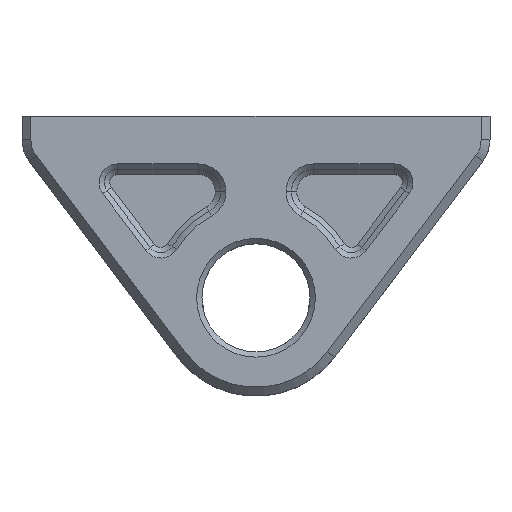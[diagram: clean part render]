
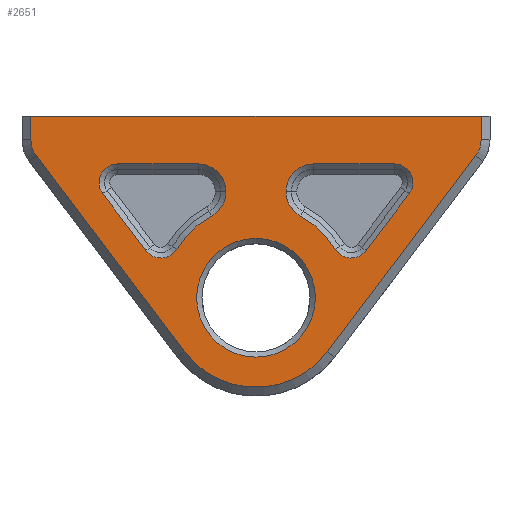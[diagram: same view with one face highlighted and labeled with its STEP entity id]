
A CAD part, top view. The second image highlights one B-rep face of the part: STEP entity #2651.
In plain terms, the highlighted planar face has unit normal (0, 0, 1).
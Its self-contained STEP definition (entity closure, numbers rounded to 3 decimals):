
#38=FACE_BOUND('',#426,.T.);
#39=FACE_BOUND('',#427,.T.);
#40=FACE_BOUND('',#428,.T.);
#170=PLANE('',#2878);
#249=FACE_OUTER_BOUND('',#425,.T.);
#425=EDGE_LOOP('',(#1971,#1972,#1973,#1974,#1975,#1976,#1977,#1978));
#426=EDGE_LOOP('',(#1979,#1980,#1981,#1982,#1983,#1984,#1985,#1986));
#427=EDGE_LOOP('',(#1987,#1988,#1989,#1990,#1991,#1992,#1993,#1994));
#428=EDGE_LOOP('',(#1995));
#613=LINE('',#4059,#847);
#665=LINE('',#4402,#899);
#666=LINE('',#4404,#900);
#667=LINE('',#4408,#901);
#668=LINE('',#4411,#902);
#669=LINE('',#4420,#903);
#670=LINE('',#4424,#904);
#671=LINE('',#4427,#905);
#672=LINE('',#4436,#906);
#673=LINE('',#4440,#907);
#674=LINE('',#4443,#908);
#847=VECTOR('',#3229,1000.);
#899=VECTOR('',#3345,1000.);
#900=VECTOR('',#3346,1000.);
#901=VECTOR('',#3349,1000.);
#902=VECTOR('',#3352,1000.);
#903=VECTOR('',#3359,1000.);
#904=VECTOR('',#3362,1000.);
#905=VECTOR('',#3365,1000.);
#906=VECTOR('',#3372,1000.);
#907=VECTOR('',#3375,1000.);
#908=VECTOR('',#3378,1000.);
#1057=CIRCLE('',#2879,3.);
#1058=CIRCLE('',#2880,3.);
#1059=CIRCLE('',#2881,10.1);
#1060=CIRCLE('',#2882,2.1);
#1061=CIRCLE('',#2883,10.5);
#1062=CIRCLE('',#2884,3.1);
#1063=CIRCLE('',#2885,3.1);
#1064=CIRCLE('',#2886,2.1);
#1065=CIRCLE('',#2887,3.1);
#1066=CIRCLE('',#2888,10.5);
#1067=CIRCLE('',#2889,2.1);
#1068=CIRCLE('',#2890,2.1);
#1069=CIRCLE('',#2891,3.1);
#1070=CIRCLE('',#2892,6.7);
#1196=VERTEX_POINT('',#4056);
#1197=VERTEX_POINT('',#4058);
#1259=VERTEX_POINT('',#4399);
#1260=VERTEX_POINT('',#4400);
#1261=VERTEX_POINT('',#4403);
#1262=VERTEX_POINT('',#4405);
#1263=VERTEX_POINT('',#4407);
#1264=VERTEX_POINT('',#4409);
#1265=VERTEX_POINT('',#4412);
#1266=VERTEX_POINT('',#4413);
#1267=VERTEX_POINT('',#4415);
#1268=VERTEX_POINT('',#4417);
#1269=VERTEX_POINT('',#4419);
#1270=VERTEX_POINT('',#4421);
#1271=VERTEX_POINT('',#4423);
#1272=VERTEX_POINT('',#4425);
#1273=VERTEX_POINT('',#4428);
#1274=VERTEX_POINT('',#4429);
#1275=VERTEX_POINT('',#4431);
#1276=VERTEX_POINT('',#4433);
#1277=VERTEX_POINT('',#4435);
#1278=VERTEX_POINT('',#4437);
#1279=VERTEX_POINT('',#4439);
#1280=VERTEX_POINT('',#4441);
#1281=VERTEX_POINT('',#4444);
#1450=EDGE_CURVE('',#1196,#1197,#613,.T.);
#1519=EDGE_CURVE('',#1259,#1260,#1057,.T.);
#1520=EDGE_CURVE('',#1260,#1197,#665,.T.);
#1521=EDGE_CURVE('',#1196,#1261,#666,.T.);
#1522=EDGE_CURVE('',#1261,#1262,#1058,.T.);
#1523=EDGE_CURVE('',#1262,#1263,#667,.T.);
#1524=EDGE_CURVE('',#1263,#1264,#1059,.T.);
#1525=EDGE_CURVE('',#1264,#1259,#668,.T.);
#1526=EDGE_CURVE('',#1265,#1266,#1060,.F.);
#1527=EDGE_CURVE('',#1266,#1267,#1061,.T.);
#1528=EDGE_CURVE('',#1267,#1268,#1062,.F.);
#1529=EDGE_CURVE('',#1268,#1269,#669,.T.);
#1530=EDGE_CURVE('',#1269,#1270,#1063,.F.);
#1531=EDGE_CURVE('',#1270,#1271,#670,.T.);
#1532=EDGE_CURVE('',#1271,#1272,#1064,.F.);
#1533=EDGE_CURVE('',#1272,#1265,#671,.T.);
#1534=EDGE_CURVE('',#1273,#1274,#1065,.F.);
#1535=EDGE_CURVE('',#1274,#1275,#1066,.T.);
#1536=EDGE_CURVE('',#1275,#1276,#1067,.F.);
#1537=EDGE_CURVE('',#1276,#1277,#672,.T.);
#1538=EDGE_CURVE('',#1277,#1278,#1068,.F.);
#1539=EDGE_CURVE('',#1278,#1279,#673,.T.);
#1540=EDGE_CURVE('',#1279,#1280,#1069,.F.);
#1541=EDGE_CURVE('',#1280,#1273,#674,.T.);
#1542=EDGE_CURVE('',#1281,#1281,#1070,.F.);
#1971=ORIENTED_EDGE('',*,*,#1519,.T.);
#1972=ORIENTED_EDGE('',*,*,#1520,.T.);
#1973=ORIENTED_EDGE('',*,*,#1450,.F.);
#1974=ORIENTED_EDGE('',*,*,#1521,.T.);
#1975=ORIENTED_EDGE('',*,*,#1522,.T.);
#1976=ORIENTED_EDGE('',*,*,#1523,.T.);
#1977=ORIENTED_EDGE('',*,*,#1524,.T.);
#1978=ORIENTED_EDGE('',*,*,#1525,.T.);
#1979=ORIENTED_EDGE('',*,*,#1526,.T.);
#1980=ORIENTED_EDGE('',*,*,#1527,.T.);
#1981=ORIENTED_EDGE('',*,*,#1528,.T.);
#1982=ORIENTED_EDGE('',*,*,#1529,.T.);
#1983=ORIENTED_EDGE('',*,*,#1530,.T.);
#1984=ORIENTED_EDGE('',*,*,#1531,.T.);
#1985=ORIENTED_EDGE('',*,*,#1532,.T.);
#1986=ORIENTED_EDGE('',*,*,#1533,.T.);
#1987=ORIENTED_EDGE('',*,*,#1534,.T.);
#1988=ORIENTED_EDGE('',*,*,#1535,.T.);
#1989=ORIENTED_EDGE('',*,*,#1536,.T.);
#1990=ORIENTED_EDGE('',*,*,#1537,.T.);
#1991=ORIENTED_EDGE('',*,*,#1538,.T.);
#1992=ORIENTED_EDGE('',*,*,#1539,.T.);
#1993=ORIENTED_EDGE('',*,*,#1540,.T.);
#1994=ORIENTED_EDGE('',*,*,#1541,.T.);
#1995=ORIENTED_EDGE('',*,*,#1542,.T.);
#2651=ADVANCED_FACE('',(#249,#38,#39,#40),#170,.T.);
#2878=AXIS2_PLACEMENT_3D('',#4398,#3341,#3342);
#2879=AXIS2_PLACEMENT_3D('',#4401,#3343,#3344);
#2880=AXIS2_PLACEMENT_3D('',#4406,#3347,#3348);
#2881=AXIS2_PLACEMENT_3D('',#4410,#3350,#3351);
#2882=AXIS2_PLACEMENT_3D('',#4414,#3353,#3354);
#2883=AXIS2_PLACEMENT_3D('',#4416,#3355,#3356);
#2884=AXIS2_PLACEMENT_3D('',#4418,#3357,#3358);
#2885=AXIS2_PLACEMENT_3D('',#4422,#3360,#3361);
#2886=AXIS2_PLACEMENT_3D('',#4426,#3363,#3364);
#2887=AXIS2_PLACEMENT_3D('',#4430,#3366,#3367);
#2888=AXIS2_PLACEMENT_3D('',#4432,#3368,#3369);
#2889=AXIS2_PLACEMENT_3D('',#4434,#3370,#3371);
#2890=AXIS2_PLACEMENT_3D('',#4438,#3373,#3374);
#2891=AXIS2_PLACEMENT_3D('',#4442,#3376,#3377);
#2892=AXIS2_PLACEMENT_3D('',#4445,#3379,#3380);
#3229=DIRECTION('',(1.,0.,0.));
#3341=DIRECTION('center_axis',(0.,0.,1.));
#3342=DIRECTION('ref_axis',(1.,0.,0.));
#3343=DIRECTION('center_axis',(0.,0.,1.));
#3344=DIRECTION('ref_axis',(1.,0.,0.));
#3345=DIRECTION('',(0.,1.,0.));
#3346=DIRECTION('',(0.,-1.,0.));
#3347=DIRECTION('center_axis',(0.,0.,1.));
#3348=DIRECTION('ref_axis',(1.,0.,0.));
#3349=DIRECTION('',(0.603,-0.798,0.));
#3350=DIRECTION('center_axis',(0.,0.,1.));
#3351=DIRECTION('ref_axis',(1.,0.,0.));
#3352=DIRECTION('',(0.603,0.798,0.));
#3353=DIRECTION('center_axis',(0.,0.,1.));
#3354=DIRECTION('ref_axis',(1.,0.,0.));
#3355=DIRECTION('center_axis',(0.,0.,1.));
#3356=DIRECTION('ref_axis',(1.,0.,0.));
#3357=DIRECTION('center_axis',(0.,0.,1.));
#3358=DIRECTION('ref_axis',(1.,0.,0.));
#3359=DIRECTION('',(0.,1.,0.));
#3360=DIRECTION('center_axis',(0.,0.,1.));
#3361=DIRECTION('ref_axis',(1.,0.,0.));
#3362=DIRECTION('',(1.,0.,0.));
#3363=DIRECTION('center_axis',(0.,0.,1.));
#3364=DIRECTION('ref_axis',(1.,0.,0.));
#3365=DIRECTION('',(-0.603,-0.798,0.));
#3366=DIRECTION('center_axis',(0.,0.,1.));
#3367=DIRECTION('ref_axis',(1.,0.,0.));
#3368=DIRECTION('center_axis',(0.,0.,1.));
#3369=DIRECTION('ref_axis',(1.,0.,0.));
#3370=DIRECTION('center_axis',(0.,0.,1.));
#3371=DIRECTION('ref_axis',(1.,0.,0.));
#3372=DIRECTION('',(-0.603,0.798,0.));
#3373=DIRECTION('center_axis',(0.,0.,1.));
#3374=DIRECTION('ref_axis',(1.,0.,0.));
#3375=DIRECTION('',(1.,0.,0.));
#3376=DIRECTION('center_axis',(0.,0.,1.));
#3377=DIRECTION('ref_axis',(1.,0.,0.));
#3378=DIRECTION('',(0.,-1.,0.));
#3379=DIRECTION('center_axis',(0.,0.,1.));
#3380=DIRECTION('ref_axis',(1.,0.,0.));
#4056=CARTESIAN_POINT('',(23.1,196.5,29.));
#4058=CARTESIAN_POINT('',(73.9,196.5,29.));
#4059=CARTESIAN_POINT('',(48.5,196.5,29.));
#4398=CARTESIAN_POINT('Origin',(48.5,180.7,29.));
#4399=CARTESIAN_POINT('',(73.293,192.033,29.));
#4400=CARTESIAN_POINT('',(73.9,193.843,29.));
#4401=CARTESIAN_POINT('Origin',(70.9,193.843,29.));
#4402=CARTESIAN_POINT('',(73.9,196.5,29.));
#4403=CARTESIAN_POINT('',(23.1,193.843,29.));
#4404=CARTESIAN_POINT('',(23.1,180.7,29.));
#4405=CARTESIAN_POINT('',(23.707,192.033,29.));
#4406=CARTESIAN_POINT('Origin',(26.1,193.843,29.));
#4407=CARTESIAN_POINT('',(40.445,169.907,29.));
#4408=CARTESIAN_POINT('',(38.184,172.896,29.));
#4409=CARTESIAN_POINT('',(56.555,169.907,29.));
#4410=CARTESIAN_POINT('Origin',(48.5,176.,29.));
#4411=CARTESIAN_POINT('',(73.293,192.033,29.));
#4412=CARTESIAN_POINT('',(60.92,181.313,29.));
#4413=CARTESIAN_POINT('',(57.455,181.483,29.));
#4414=CARTESIAN_POINT('Origin',(59.245,182.58,29.));
#4415=CARTESIAN_POINT('',(53.518,185.223,29.));
#4416=CARTESIAN_POINT('Origin',(48.5,176.,29.));
#4417=CARTESIAN_POINT('',(51.9,187.946,29.));
#4418=CARTESIAN_POINT('Origin',(55.,187.946,29.));
#4419=CARTESIAN_POINT('',(51.9,188.,29.));
#4420=CARTESIAN_POINT('',(51.9,188.,29.));
#4421=CARTESIAN_POINT('',(55.,191.1,29.));
#4422=CARTESIAN_POINT('Origin',(55.,188.,29.));
#4423=CARTESIAN_POINT('',(64.102,191.1,29.));
#4424=CARTESIAN_POINT('',(48.5,191.1,29.));
#4425=CARTESIAN_POINT('',(65.777,187.733,29.));
#4426=CARTESIAN_POINT('Origin',(64.102,189.,29.));
#4427=CARTESIAN_POINT('',(56.105,174.947,29.));
#4428=CARTESIAN_POINT('',(45.1,187.946,29.));
#4429=CARTESIAN_POINT('',(43.482,185.223,29.));
#4430=CARTESIAN_POINT('Origin',(42.,187.946,29.));
#4431=CARTESIAN_POINT('',(39.545,181.483,29.));
#4432=CARTESIAN_POINT('Origin',(48.5,176.,29.));
#4433=CARTESIAN_POINT('',(36.08,181.313,29.));
#4434=CARTESIAN_POINT('Origin',(37.755,182.58,29.));
#4435=CARTESIAN_POINT('',(31.223,187.733,29.));
#4436=CARTESIAN_POINT('',(31.223,187.733,29.));
#4437=CARTESIAN_POINT('',(32.898,191.1,29.));
#4438=CARTESIAN_POINT('Origin',(32.898,189.,29.));
#4439=CARTESIAN_POINT('',(42.,191.1,29.));
#4440=CARTESIAN_POINT('',(48.5,191.1,29.));
#4441=CARTESIAN_POINT('',(45.1,188.,29.));
#4442=CARTESIAN_POINT('Origin',(42.,188.,29.));
#4443=CARTESIAN_POINT('',(45.1,180.7,29.));
#4444=CARTESIAN_POINT('',(41.8,176.,29.));
#4445=CARTESIAN_POINT('Origin',(48.5,176.,29.));
